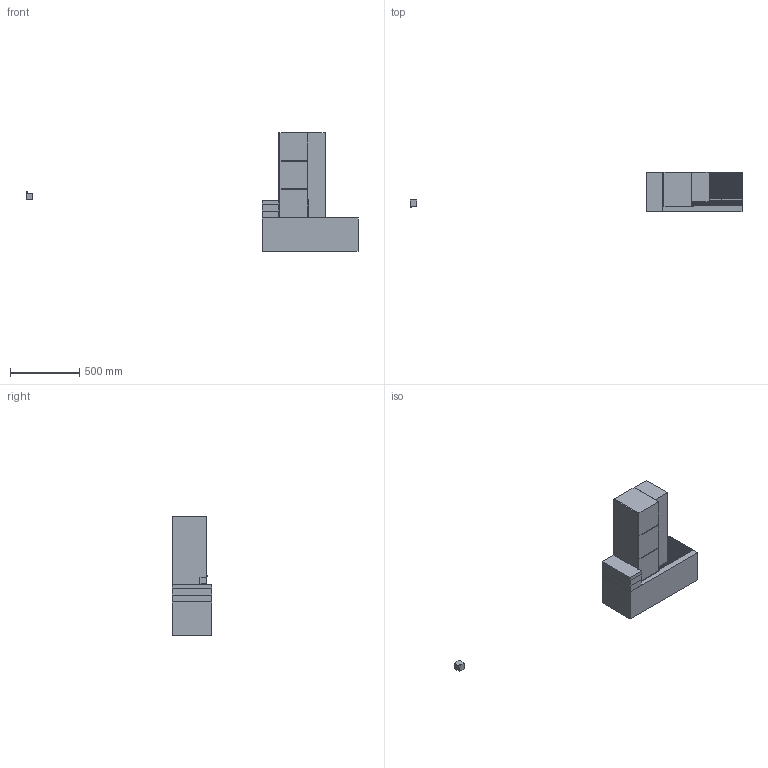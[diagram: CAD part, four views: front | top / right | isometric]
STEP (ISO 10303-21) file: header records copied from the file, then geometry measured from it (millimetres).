
FILE_DESCRIPTION(('STEP AP214'),'1');
FILE_NAME('20.08.STP','2020-08-12T08:27:42',(' '),(' '),'Spatial InterOp 3D',' ',' ');
FILE_SCHEMA(('automotive_design'));
Length unit declared in the file: millimetre
Products named in the file (145): 3D WÜRFEL; Quader
Bounding box: 2394.91 x 285 x 855 mm (x, y, z)
Volume: 100814917.4 mm3; surface area: 3713016 mm2
Topology: 145 solids, 145 shells, 882 faces, 1776 edges, 1184 vertices
Faces by surface type: plane 878, cylinder 4
Entity records: 32844 total; most frequent: CARTESIAN_POINT 3987, DIRECTION 3838, ORIENTED_EDGE 3552, EDGE_CURVE 1776, LINE 1768, VECTOR 1768, VERTEX_POINT 1184, AXIS2_PLACEMENT_3D 1035
